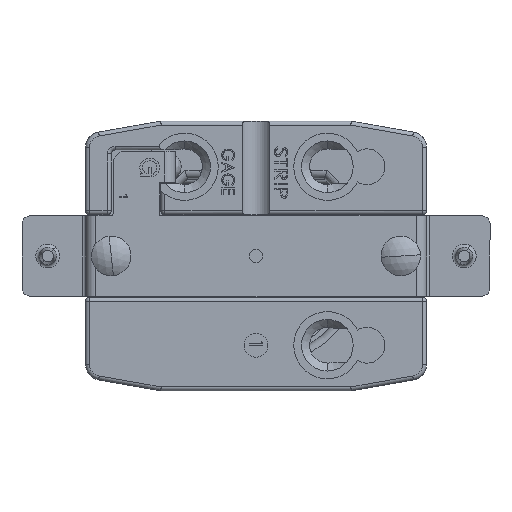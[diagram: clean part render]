
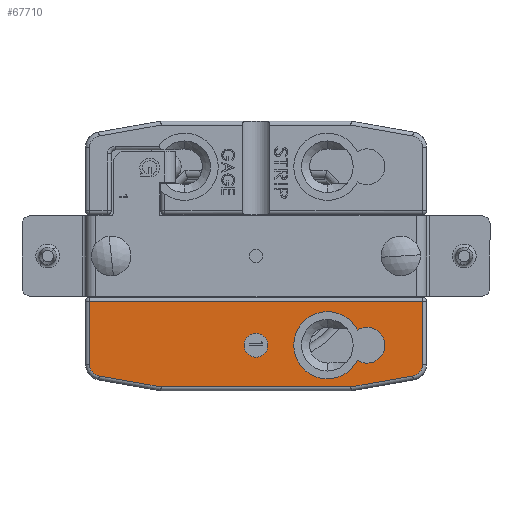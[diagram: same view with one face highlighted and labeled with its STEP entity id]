
A CAD part, front view. The second image highlights one B-rep face of the part: STEP entity #67710.
In plain terms, the highlighted planar face has unit normal (0, -1, 0).
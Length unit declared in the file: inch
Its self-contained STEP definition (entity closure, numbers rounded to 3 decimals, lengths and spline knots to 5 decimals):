
#590 = VERTEX_POINT ( 'NONE', #17582 ) ;
#3070 = AXIS2_PLACEMENT_3D ( 'NONE', #34783, #6681, #91797 ) ;
#3081 = DIRECTION ( 'NONE',  ( 0., -1., 0. ) ) ;
#3961 = VECTOR ( 'NONE', #18988, 39.37008 ) ;
#4489 = DIRECTION ( 'NONE',  ( 0., 0., -1. ) ) ;
#4520 = EDGE_CURVE ( 'NONE', #46933, #36156, #58283, .T. ) ;
#4782 = CARTESIAN_POINT ( 'NONE',  ( 2.47098, 0.03214, 0.04113 ) ) ;
#5288 = DIRECTION ( 'NONE',  ( 0., -1., 0. ) ) ;
#5492 = CIRCLE ( 'NONE', #27903, 0.265 ) ;
#6311 = FACE_BOUND ( 'NONE', #14844, .T. ) ;
#6574 = ORIENTED_EDGE ( 'NONE', *, *, #44816, .F. ) ;
#6681 = DIRECTION ( 'NONE',  ( 0., -1., 0. ) ) ;
#7553 = CARTESIAN_POINT ( 'NONE',  ( 0.28448, 0.03214, -0.31837 ) ) ;
#8598 = CARTESIAN_POINT ( 'NONE',  ( 2.39566, 0.03214, -0.07807 ) ) ;
#9132 = CIRCLE ( 'NONE', #71711, 0.265 ) ;
#10285 = DIRECTION ( 'NONE',  ( 0., -1., 0. ) ) ;
#10552 = ORIENTED_EDGE ( 'NONE', *, *, #12561, .T. ) ;
#11079 = EDGE_CURVE ( 'NONE', #60274, #61086, #21804, .T. ) ;
#11638 = CARTESIAN_POINT ( 'NONE',  ( 2.15898, 0.03214, 0.04113 ) ) ;
#12561 = EDGE_CURVE ( 'NONE', #69401, #14924, #87931, .T. ) ;
#12712 = CIRCLE ( 'NONE', #67974, 0.0935 ) ;
#13095 = CARTESIAN_POINT ( 'NONE',  ( 0.28448, 0.03214, -0.10883 ) ) ;
#14039 = ORIENTED_EDGE ( 'NONE', *, *, #58457, .F. ) ;
#14637 = DIRECTION ( 'NONE',  ( 0., -1., 0. ) ) ;
#14844 = EDGE_LOOP ( 'NONE', ( #55258, #18062, #53849, #67960, #26553, #14039 ) ) ;
#14924 = VERTEX_POINT ( 'NONE', #13095 ) ;
#15980 = CARTESIAN_POINT ( 'NONE',  ( 2.90948, 0.03214, -0.10883 ) ) ;
#17582 = CARTESIAN_POINT ( 'NONE',  ( 2.47098, 0.03214, -0.09987 ) ) ;
#18062 = ORIENTED_EDGE ( 'NONE', *, *, #80415, .F. ) ;
#18988 = DIRECTION ( 'NONE',  ( 0.985, 0., -0.174 ) ) ;
#19489 = VERTEX_POINT ( 'NONE', #29647 ) ;
#21804 = CIRCLE ( 'NONE', #82989, 0.0935 ) ;
#22394 = CIRCLE ( 'NONE', #43286, 0.094 ) ;
#22553 = ORIENTED_EDGE ( 'NONE', *, *, #29789, .T. ) ;
#23713 = DIRECTION ( 'NONE',  ( 0., -1., 0. ) ) ;
#24100 = AXIS2_PLACEMENT_3D ( 'NONE', #78681, #14637, #43165 ) ;
#24794 = CIRCLE ( 'NONE', #74032, 0.094 ) ;
#26553 = ORIENTED_EDGE ( 'NONE', *, *, #55578, .F. ) ;
#26815 = ORIENTED_EDGE ( 'NONE', *, *, #87459, .T. ) ;
#27903 = AXIS2_PLACEMENT_3D ( 'NONE', #64234, #85696, #63770 ) ;
#28368 = CARTESIAN_POINT ( 'NONE',  ( 0.37848, 0.03214, -0.10883 ) ) ;
#29224 = VECTOR ( 'NONE', #73444, 39.37008 ) ;
#29647 = CARTESIAN_POINT ( 'NONE',  ( 2.83181, 0.03214, -0.2014 ) ) ;
#29789 = EDGE_CURVE ( 'NONE', #14924, #75953, #24794, .T. ) ;
#30601 = VECTOR ( 'NONE', #52181, 39.37008 ) ;
#31290 = EDGE_LOOP ( 'NONE', ( #6574, #90170 ) ) ;
#32210 = DIRECTION ( 'NONE',  ( 0., -1., 0. ) ) ;
#32471 = VERTEX_POINT ( 'NONE', #61438 ) ;
#33058 = EDGE_LOOP ( 'NONE', ( #50586, #74303, #48820, #26815, #70620, #10552, #22553, #52828 ) ) ;
#34299 = DIRECTION ( 'NONE',  ( 0., 0., -1. ) ) ;
#34783 = CARTESIAN_POINT ( 'NONE',  ( 2.47098, 0.03214, 0.04113 ) ) ;
#34862 = PLANE ( 'NONE',  #83007 ) ;
#35321 = DIRECTION ( 'NONE',  ( 0., 0., -1. ) ) ;
#35365 = VERTEX_POINT ( 'NONE', #71551 ) ;
#36156 = VERTEX_POINT ( 'NONE', #40966 ) ;
#37773 = LINE ( 'NONE', #68155, #45924 ) ;
#39153 = VERTEX_POINT ( 'NONE', #80656 ) ;
#40855 = DIRECTION ( 'NONE',  ( 0., 0., -1. ) ) ;
#40966 = CARTESIAN_POINT ( 'NONE',  ( 2.34427, 0.03214, -0.28737 ) ) ;
#41433 = CARTESIAN_POINT ( 'NONE',  ( 0.36216, 0.03214, -0.2014 ) ) ;
#42225 = EDGE_CURVE ( 'NONE', #50154, #590, #71778, .T. ) ;
#42713 = CARTESIAN_POINT ( 'NONE',  ( 2.15898, 0.03214, -0.22387 ) ) ;
#43165 = DIRECTION ( 'NONE',  ( 0., 0., 1. ) ) ;
#43286 = AXIS2_PLACEMENT_3D ( 'NONE', #80707, #3081, #34299 ) ;
#43873 = EDGE_CURVE ( 'NONE', #35365, #39153, #9132, .T. ) ;
#44377 = DIRECTION ( 'NONE',  ( -1., 0., 0. ) ) ;
#44816 = EDGE_CURVE ( 'NONE', #61086, #60274, #12712, .T. ) ;
#45924 = VECTOR ( 'NONE', #88254, 39.37008 ) ;
#46517 = CIRCLE ( 'NONE', #24100, 0.265 ) ;
#46752 = EDGE_CURVE ( 'NONE', #39153, #46754, #5492, .T. ) ;
#46754 = VERTEX_POINT ( 'NONE', #42713 ) ;
#46933 = VERTEX_POINT ( 'NONE', #81441 ) ;
#47421 = CARTESIAN_POINT ( 'NONE',  ( 1.59698, 0.03214, 0.04113 ) ) ;
#47506 = CARTESIAN_POINT ( 'NONE',  ( 0.27676, 0.03214, -0.18635 ) ) ;
#47896 = VERTEX_POINT ( 'NONE', #62746 ) ;
#48820 = ORIENTED_EDGE ( 'NONE', *, *, #51268, .T. ) ;
#49887 = EDGE_CURVE ( 'NONE', #47896, #69401, #54507, .T. ) ;
#50154 = VERTEX_POINT ( 'NONE', #8598 ) ;
#50348 = CIRCLE ( 'NONE', #57811, 0.141 ) ;
#50494 = VERTEX_POINT ( 'NONE', #15980 ) ;
#50586 = ORIENTED_EDGE ( 'NONE', *, *, #4520, .T. ) ;
#51268 = EDGE_CURVE ( 'NONE', #19489, #50494, #22394, .T. ) ;
#52181 = DIRECTION ( 'NONE',  ( 0., 0., 1. ) ) ;
#52828 = ORIENTED_EDGE ( 'NONE', *, *, #53326, .T. ) ;
#53326 = EDGE_CURVE ( 'NONE', #75953, #46933, #76918, .T. ) ;
#53849 = ORIENTED_EDGE ( 'NONE', *, *, #46752, .F. ) ;
#54067 = CARTESIAN_POINT ( 'NONE',  ( 1.59698, 0.03214, 0.04113 ) ) ;
#54507 = LINE ( 'NONE', #61524, #61106 ) ;
#54946 = CARTESIAN_POINT ( 'NONE',  ( 0.28448, 0.03214, 0.38763 ) ) ;
#54991 = CARTESIAN_POINT ( 'NONE',  ( 0.25348, 0.03214, -0.31837 ) ) ;
#55258 = ORIENTED_EDGE ( 'NONE', *, *, #42225, .F. ) ;
#55298 = DIRECTION ( 'NONE',  ( 0., -1., 0. ) ) ;
#55578 = EDGE_CURVE ( 'NONE', #32471, #35365, #50348, .T. ) ;
#57330 = CARTESIAN_POINT ( 'NONE',  ( 1.59698, 0.03214, -0.05237 ) ) ;
#57811 = AXIS2_PLACEMENT_3D ( 'NONE', #74351, #10285, #68265 ) ;
#58260 = CARTESIAN_POINT ( 'NONE',  ( 2.90948, 0.03214, -0.31837 ) ) ;
#58283 = LINE ( 'NONE', #88175, #60711 ) ;
#58457 = EDGE_CURVE ( 'NONE', #590, #32471, #84974, .T. ) ;
#60274 = VERTEX_POINT ( 'NONE', #88588 ) ;
#60711 = VECTOR ( 'NONE', #66670, 39.37008 ) ;
#61086 = VERTEX_POINT ( 'NONE', #57330 ) ;
#61106 = VECTOR ( 'NONE', #44377, 39.37008 ) ;
#61438 = CARTESIAN_POINT ( 'NONE',  ( 2.47098, 0.03214, 0.18213 ) ) ;
#61524 = CARTESIAN_POINT ( 'NONE',  ( 0.25348, 0.03214, 0.38763 ) ) ;
#61830 = DIRECTION ( 'NONE',  ( 0., 0., 1. ) ) ;
#62746 = CARTESIAN_POINT ( 'NONE',  ( 2.90948, 0.03214, 0.38763 ) ) ;
#63770 = DIRECTION ( 'NONE',  ( 0., 0., 1. ) ) ;
#63863 = DIRECTION ( 'NONE',  ( 0., -1., 0. ) ) ;
#64234 = CARTESIAN_POINT ( 'NONE',  ( 2.15898, 0.03214, 0.04113 ) ) ;
#64304 = FACE_OUTER_BOUND ( 'NONE', #33058, .T. ) ;
#66670 = DIRECTION ( 'NONE',  ( 1., 0., 0. ) ) ;
#67710 = ADVANCED_FACE ( 'NONE', ( #70405, #64304, #6311 ), #34862, .T. ) ;
#67960 = ORIENTED_EDGE ( 'NONE', *, *, #43873, .F. ) ;
#67974 = AXIS2_PLACEMENT_3D ( 'NONE', #47421, #5288, #40855 ) ;
#68155 = CARTESIAN_POINT ( 'NONE',  ( 0.31123, 0.03214, -0.64585 ) ) ;
#68265 = DIRECTION ( 'NONE',  ( 0., 0., 1. ) ) ;
#69401 = VERTEX_POINT ( 'NONE', #54946 ) ;
#69978 = EDGE_CURVE ( 'NONE', #36156, #19489, #37773, .T. ) ;
#70405 = FACE_BOUND ( 'NONE', #31290, .T. ) ;
#70620 = ORIENTED_EDGE ( 'NONE', *, *, #49887, .T. ) ;
#70865 = DIRECTION ( 'NONE',  ( 0., 0., -1. ) ) ;
#71551 = CARTESIAN_POINT ( 'NONE',  ( 2.39566, 0.03214, 0.16033 ) ) ;
#71711 = AXIS2_PLACEMENT_3D ( 'NONE', #11638, #32210, #75208 ) ;
#71778 = CIRCLE ( 'NONE', #3070, 0.141 ) ;
#73444 = DIRECTION ( 'NONE',  ( 0., 0., -1. ) ) ;
#74032 = AXIS2_PLACEMENT_3D ( 'NONE', #28368, #63863, #70865 ) ;
#74303 = ORIENTED_EDGE ( 'NONE', *, *, #69978, .T. ) ;
#74351 = CARTESIAN_POINT ( 'NONE',  ( 2.47098, 0.03214, 0.04113 ) ) ;
#75208 = DIRECTION ( 'NONE',  ( 0., 0., 1. ) ) ;
#75953 = VERTEX_POINT ( 'NONE', #41433 ) ;
#76918 = LINE ( 'NONE', #47506, #3961 ) ;
#78681 = CARTESIAN_POINT ( 'NONE',  ( 2.15898, 0.03214, 0.04113 ) ) ;
#79033 = AXIS2_PLACEMENT_3D ( 'NONE', #4782, #55298, #61830 ) ;
#80415 = EDGE_CURVE ( 'NONE', #46754, #50154, #46517, .T. ) ;
#80656 = CARTESIAN_POINT ( 'NONE',  ( 2.15898, 0.03214, 0.30613 ) ) ;
#80707 = CARTESIAN_POINT ( 'NONE',  ( 2.81548, 0.03214, -0.10883 ) ) ;
#81441 = CARTESIAN_POINT ( 'NONE',  ( 0.8497, 0.03214, -0.28737 ) ) ;
#82989 = AXIS2_PLACEMENT_3D ( 'NONE', #54067, #23713, #4489 ) ;
#83007 = AXIS2_PLACEMENT_3D ( 'NONE', #54991, #91874, #35321 ) ;
#84974 = CIRCLE ( 'NONE', #79033, 0.141 ) ;
#85696 = DIRECTION ( 'NONE',  ( 0., -1., 0. ) ) ;
#86311 = LINE ( 'NONE', #58260, #30601 ) ;
#87459 = EDGE_CURVE ( 'NONE', #50494, #47896, #86311, .T. ) ;
#87931 = LINE ( 'NONE', #7553, #29224 ) ;
#88175 = CARTESIAN_POINT ( 'NONE',  ( 0.25348, 0.03214, -0.28737 ) ) ;
#88254 = DIRECTION ( 'NONE',  ( 0.985, 0., 0.174 ) ) ;
#88588 = CARTESIAN_POINT ( 'NONE',  ( 1.59698, 0.03214, 0.13463 ) ) ;
#90170 = ORIENTED_EDGE ( 'NONE', *, *, #11079, .F. ) ;
#91797 = DIRECTION ( 'NONE',  ( 0., 0., 1. ) ) ;
#91874 = DIRECTION ( 'NONE',  ( 0., -1., 0. ) ) ;
